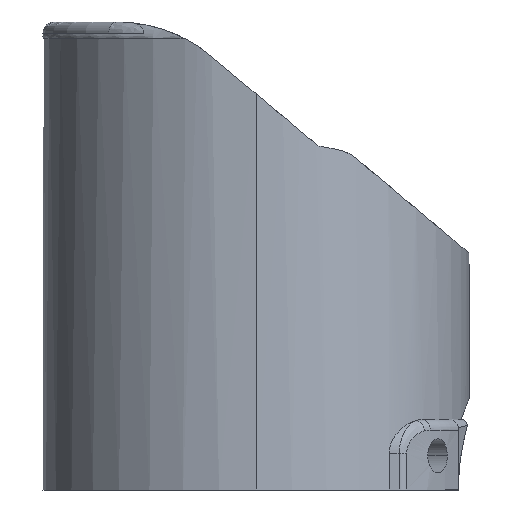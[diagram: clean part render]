
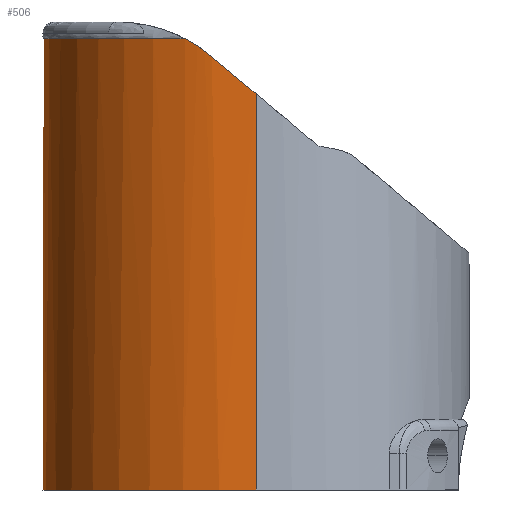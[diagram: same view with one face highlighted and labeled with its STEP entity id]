
A CAD part, left-side view. The second image highlights one B-rep face of the part: STEP entity #506.
In plain terms, the highlighted cylindrical face has radius 18.7 mm (diameter 37.4 mm), a partial arc.
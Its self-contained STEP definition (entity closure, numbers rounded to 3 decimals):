
#33 = VERTEX_POINT ( 'NONE', #3109 ) ;
#45 = CARTESIAN_POINT ( 'NONE',  ( -18.7, 0., -38.07 ) ) ;
#73 = EDGE_CURVE ( 'NONE', #1420, #2921, #961, .T. ) ;
#92 = DIRECTION ( 'NONE',  ( 1., 0., 0. ) ) ;
#139 = DIRECTION ( 'NONE',  ( 0., 0., -1. ) ) ;
#324 = CARTESIAN_POINT ( 'NONE',  ( -18.7, 1.304, -2.2 ) ) ;
#326 = ORIENTED_EDGE ( 'NONE', *, *, #1284, .F. ) ;
#351 = CARTESIAN_POINT ( 'NONE',  ( 18.294, 3.876, -0.041 ) ) ;
#389 = CARTESIAN_POINT ( 'NONE',  ( -17.924, 5.402, 1.099 ) ) ;
#402 = VERTEX_POINT ( 'NONE', #3165 ) ;
#506 = ADVANCED_FACE ( 'NONE', ( #677 ), #3219, .T. ) ;
#561 = EDGE_CURVE ( 'NONE', #402, #3377, #2772, .T. ) ;
#620 = LINE ( 'NONE', #1156, #2989 ) ;
#677 = FACE_OUTER_BOUND ( 'NONE', #728, .T. ) ;
#728 = EDGE_LOOP ( 'NONE', ( #2344, #978, #2415, #2843, #3135, #2065, #326, #3036 ) ) ;
#755 = AXIS2_PLACEMENT_3D ( 'NONE', #947, #2036, #92 ) ;
#847 = CARTESIAN_POINT ( 'NONE',  ( -18.564, 2.6, -1.112 ) ) ;
#947 = CARTESIAN_POINT ( 'NONE',  ( 0., 0., 1.526 ) ) ;
#961 = CIRCLE ( 'NONE', #3560, 18.7 ) ;
#978 = ORIENTED_EDGE ( 'NONE', *, *, #2639, .T. ) ;
#990 = DIRECTION ( 'NONE',  ( 0., 0., 1. ) ) ;
#1057 = EDGE_CURVE ( 'NONE', #3377, #33, #1575, .T. ) ;
#1134 = CARTESIAN_POINT ( 'NONE',  ( 18.7, 1.304, -2.2 ) ) ;
#1156 = CARTESIAN_POINT ( 'NONE',  ( -18.7, 0., -16.38 ) ) ;
#1177 = VERTEX_POINT ( 'NONE', #2024 ) ;
#1197 = CARTESIAN_POINT ( 'NONE',  ( -18.137, 4.616, 0.58 ) ) ;
#1284 = EDGE_CURVE ( 'NONE', #2407, #1177, #2025, .T. ) ;
#1358 = CARTESIAN_POINT ( 'NONE',  ( 0., 0., -38.07 ) ) ;
#1374 = DIRECTION ( 'NONE',  ( -1., 0., 0. ) ) ;
#1420 = VERTEX_POINT ( 'NONE', #45 ) ;
#1486 = VECTOR ( 'NONE', #990, 1000. ) ;
#1575 =( BOUNDED_CURVE ( )  B_SPLINE_CURVE ( 3, ( #2230, #847, #324, #2983 ),
 .UNSPECIFIED., .F., .F. ) 
 B_SPLINE_CURVE_WITH_KNOTS ( ( 4, 4 ),
 ( 1.362, 1.571 ),
 .UNSPECIFIED. ) 
 CURVE ( )  GEOMETRIC_REPRESENTATION_ITEM ( )  RATIONAL_B_SPLINE_CURVE ( ( 1., 0.996, 0.996, 1. ) ) 
 REPRESENTATION_ITEM ( '' )  );
#1614 = DIRECTION ( 'NONE',  ( 0., 0., 1. ) ) ;
#1654 = AXIS2_PLACEMENT_3D ( 'NONE', #3469, #3130, #1980 ) ;
#1758 = CARTESIAN_POINT ( 'NONE',  ( 18.7, 0., -3.294 ) ) ;
#1765 = EDGE_CURVE ( 'NONE', #2921, #2407, #2352, .T. ) ;
#1931 = CARTESIAN_POINT ( 'NONE',  ( -17.635, 6.22, 1.526 ) ) ;
#1980 = DIRECTION ( 'NONE',  ( 1., 0., 0. ) ) ;
#2024 = CARTESIAN_POINT ( 'NONE',  ( 18.294, 3.876, -0.041 ) ) ;
#2025 =( BOUNDED_CURVE ( )  B_SPLINE_CURVE ( 3, ( #1758, #1134, #3483, #3341 ),
 .UNSPECIFIED., .F., .F. ) 
 B_SPLINE_CURVE_WITH_KNOTS ( ( 4, 4 ),
 ( 4.712, 4.921 ),
 .UNSPECIFIED. ) 
 CURVE ( )  GEOMETRIC_REPRESENTATION_ITEM ( )  RATIONAL_B_SPLINE_CURVE ( ( 1., 0.996, 0.996, 1. ) ) 
 REPRESENTATION_ITEM ( '' )  );
#2036 = DIRECTION ( 'NONE',  ( 0., 0., 1. ) ) ;
#2065 = ORIENTED_EDGE ( 'NONE', *, *, #4129, .F. ) ;
#2230 = CARTESIAN_POINT ( 'NONE',  ( -18.294, 3.876, -0.041 ) ) ;
#2277 = CARTESIAN_POINT ( 'NONE',  ( 18.137, 4.616, 0.58 ) ) ;
#2344 = ORIENTED_EDGE ( 'NONE', *, *, #73, .F. ) ;
#2352 = LINE ( 'NONE', #3458, #1486 ) ;
#2361 = VERTEX_POINT ( 'NONE', #3633 ) ;
#2403 = CIRCLE ( 'NONE', #755, 18.7 ) ;
#2407 = VERTEX_POINT ( 'NONE', #4094 ) ;
#2415 = ORIENTED_EDGE ( 'NONE', *, *, #1057, .F. ) ;
#2639 = EDGE_CURVE ( 'NONE', #1420, #33, #620, .T. ) ;
#2772 = B_SPLINE_CURVE_WITH_KNOTS ( 'NONE', 3,
 ( #1931, #389, #1197, #3405 ),
 .UNSPECIFIED., .F., .F.,
 ( 4, 4 ),
 ( 0.001, 0.004 ),
 .UNSPECIFIED. ) ;
#2843 = ORIENTED_EDGE ( 'NONE', *, *, #561, .F. ) ;
#2877 = B_SPLINE_CURVE_WITH_KNOTS ( 'NONE', 3,
 ( #351, #2277, #3870, #2914 ),
 .UNSPECIFIED., .F., .F.,
 ( 4, 4 ),
 ( 0., 0.003 ),
 .UNSPECIFIED. ) ;
#2914 = CARTESIAN_POINT ( 'NONE',  ( 17.635, 6.22, 1.526 ) ) ;
#2921 = VERTEX_POINT ( 'NONE', #3674 ) ;
#2983 = CARTESIAN_POINT ( 'NONE',  ( -18.7, 0., -3.294 ) ) ;
#2989 = VECTOR ( 'NONE', #1614, 1000. ) ;
#3036 = ORIENTED_EDGE ( 'NONE', *, *, #1765, .F. ) ;
#3109 = CARTESIAN_POINT ( 'NONE',  ( -18.7, 0., -3.294 ) ) ;
#3130 = DIRECTION ( 'NONE',  ( 0., 0., 1. ) ) ;
#3135 = ORIENTED_EDGE ( 'NONE', *, *, #3502, .F. ) ;
#3165 = CARTESIAN_POINT ( 'NONE',  ( -17.635, 6.22, 1.526 ) ) ;
#3219 = CYLINDRICAL_SURFACE ( 'NONE', #1654, 18.7 ) ;
#3303 = CARTESIAN_POINT ( 'NONE',  ( -18.294, 3.876, -0.041 ) ) ;
#3341 = CARTESIAN_POINT ( 'NONE',  ( 18.294, 3.876, -0.041 ) ) ;
#3377 = VERTEX_POINT ( 'NONE', #3303 ) ;
#3405 = CARTESIAN_POINT ( 'NONE',  ( -18.294, 3.876, -0.041 ) ) ;
#3458 = CARTESIAN_POINT ( 'NONE',  ( 18.7, 0., -16.38 ) ) ;
#3469 = CARTESIAN_POINT ( 'NONE',  ( 0., 0., -16.38 ) ) ;
#3483 = CARTESIAN_POINT ( 'NONE',  ( 18.564, 2.6, -1.112 ) ) ;
#3502 = EDGE_CURVE ( 'NONE', #2361, #402, #2403, .T. ) ;
#3560 = AXIS2_PLACEMENT_3D ( 'NONE', #1358, #139, #1374 ) ;
#3633 = CARTESIAN_POINT ( 'NONE',  ( 17.635, 6.22, 1.526 ) ) ;
#3674 = CARTESIAN_POINT ( 'NONE',  ( 18.7, 0., -38.07 ) ) ;
#3870 = CARTESIAN_POINT ( 'NONE',  ( 17.924, 5.402, 1.099 ) ) ;
#4094 = CARTESIAN_POINT ( 'NONE',  ( 18.7, 0., -3.294 ) ) ;
#4129 = EDGE_CURVE ( 'NONE', #1177, #2361, #2877, .T. ) ;
